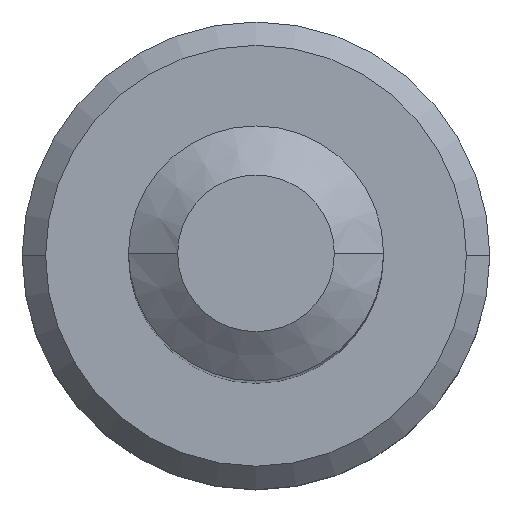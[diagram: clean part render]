
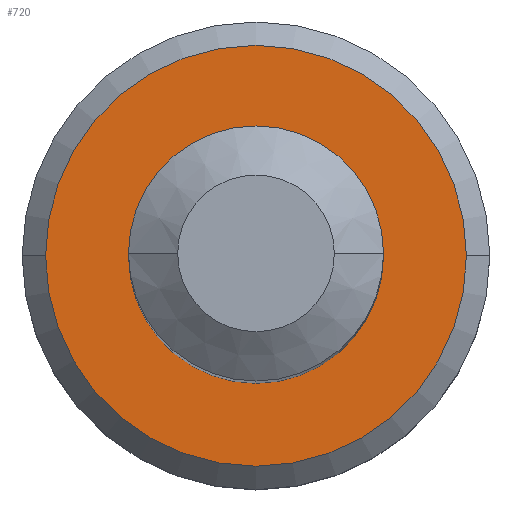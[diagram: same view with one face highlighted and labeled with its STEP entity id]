
A CAD part, top view. The second image highlights one B-rep face of the part: STEP entity #720.
In plain terms, the highlighted planar face has unit normal (0, 0, 1).
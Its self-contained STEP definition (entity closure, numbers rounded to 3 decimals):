
#3 = ORIENTED_EDGE ( 'NONE', *, *, #73, .T. ) ;
#15 = CIRCLE ( 'NONE', #740, 2.475 ) ;
#21 = EDGE_CURVE ( 'NONE', #470, #516, #562, .T. ) ;
#31 = ORIENTED_EDGE ( 'NONE', *, *, #124, .F. ) ;
#33 = CIRCLE ( 'NONE', #290, 1.5 ) ;
#39 = CARTESIAN_POINT ( 'NONE',  ( 0., 0., -16. ) ) ;
#73 = EDGE_CURVE ( 'NONE', #516, #470, #15, .T. ) ;
#124 = EDGE_CURVE ( 'NONE', #428, #460, #33, .T. ) ;
#192 = CARTESIAN_POINT ( 'NONE',  ( 0., 0., -16. ) ) ;
#211 = CARTESIAN_POINT ( 'NONE',  ( 0., 0., -16. ) ) ;
#228 = CARTESIAN_POINT ( 'NONE',  ( 0., 0., -16. ) ) ;
#244 = DIRECTION ( 'NONE',  ( 0., 0., 1. ) ) ;
#246 = DIRECTION ( 'NONE',  ( -1., 0., 0. ) ) ;
#255 = DIRECTION ( 'NONE',  ( 0., 0., -1. ) ) ;
#268 = AXIS2_PLACEMENT_3D ( 'NONE', #469, #244, #246 ) ;
#271 = DIRECTION ( 'NONE',  ( 0., 0., 1. ) ) ;
#280 = AXIS2_PLACEMENT_3D ( 'NONE', #39, #271, #492 ) ;
#290 = AXIS2_PLACEMENT_3D ( 'NONE', #228, #395, #681 ) ;
#312 = FACE_BOUND ( 'NONE', #671, .T. ) ;
#395 = DIRECTION ( 'NONE',  ( 0., 0., 1. ) ) ;
#406 = CARTESIAN_POINT ( 'NONE',  ( 1.5, 0., -16. ) ) ;
#428 = VERTEX_POINT ( 'NONE', #406 ) ;
#460 = VERTEX_POINT ( 'NONE', #715 ) ;
#469 = CARTESIAN_POINT ( 'NONE',  ( 0., 0., -16. ) ) ;
#470 = VERTEX_POINT ( 'NONE', #542 ) ;
#474 = AXIS2_PLACEMENT_3D ( 'NONE', #192, #255, #702 ) ;
#492 = DIRECTION ( 'NONE',  ( -1., 0., 0. ) ) ;
#501 = DIRECTION ( 'NONE',  ( 0., 0., 1. ) ) ;
#507 = FACE_OUTER_BOUND ( 'NONE', #663, .T. ) ;
#516 = VERTEX_POINT ( 'NONE', #716 ) ;
#542 = CARTESIAN_POINT ( 'NONE',  ( 2.475, 0., -16. ) ) ;
#562 = CIRCLE ( 'NONE', #280, 2.475 ) ;
#600 = ORIENTED_EDGE ( 'NONE', *, *, #21, .T. ) ;
#602 = ORIENTED_EDGE ( 'NONE', *, *, #664, .F. ) ;
#654 = PLANE ( 'NONE',  #474 ) ;
#661 = CIRCLE ( 'NONE', #268, 1.5 ) ;
#663 = EDGE_LOOP ( 'NONE', ( #3, #600 ) ) ;
#664 = EDGE_CURVE ( 'NONE', #460, #428, #661, .T. ) ;
#665 = DIRECTION ( 'NONE',  ( -1., 0., 0. ) ) ;
#671 = EDGE_LOOP ( 'NONE', ( #31, #602 ) ) ;
#681 = DIRECTION ( 'NONE',  ( -1., 0., 0. ) ) ;
#702 = DIRECTION ( 'NONE',  ( -1., 0., 0. ) ) ;
#715 = CARTESIAN_POINT ( 'NONE',  ( -1.5, 0., -16. ) ) ;
#716 = CARTESIAN_POINT ( 'NONE',  ( -2.475, 0., -16. ) ) ;
#720 = ADVANCED_FACE ( 'NONE', ( #507, #312 ), #654, .F. ) ;
#740 = AXIS2_PLACEMENT_3D ( 'NONE', #211, #501, #665 ) ;
